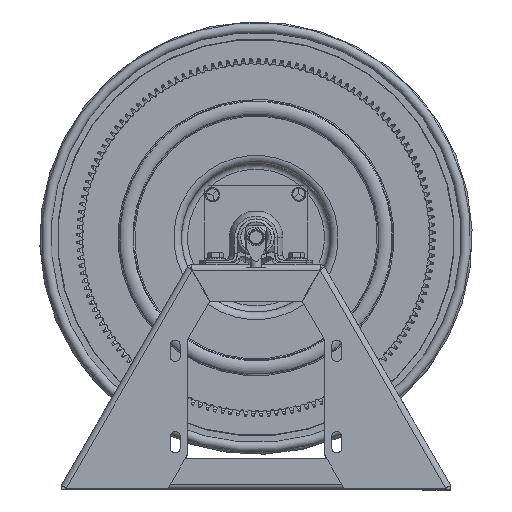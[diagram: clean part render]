
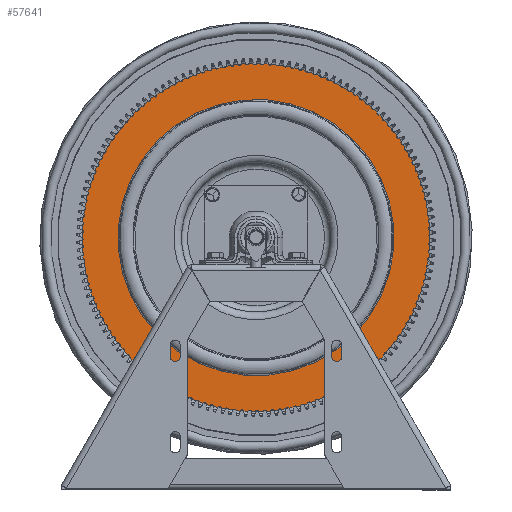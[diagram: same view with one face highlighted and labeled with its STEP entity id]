
A CAD part, top view. The second image highlights one B-rep face of the part: STEP entity #57641.
In plain terms, the highlighted planar face has unit normal (0, 0, 1).
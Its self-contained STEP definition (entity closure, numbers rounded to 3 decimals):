
#1311=FACE_BOUND('',#7803,.T.);
#3822=PLANE('',#61206);
#4918=FACE_OUTER_BOUND('',#7802,.T.);
#7802=EDGE_LOOP('',(#39967,#39968));
#7803=EDGE_LOOP('',(#39969,#39970));
#19160=CIRCLE('',#61203,5.667);
#19162=CIRCLE('',#61205,5.667);
#19163=CIRCLE('',#61207,7.159);
#19164=CIRCLE('',#61208,7.159);
#22388=VERTEX_POINT('',#87387);
#22389=VERTEX_POINT('',#87388);
#22390=VERTEX_POINT('',#87393);
#22391=VERTEX_POINT('',#87394);
#29489=EDGE_CURVE('',#22388,#22389,#19160,.T.);
#29491=EDGE_CURVE('',#22389,#22388,#19162,.T.);
#29492=EDGE_CURVE('',#22390,#22391,#19163,.T.);
#29493=EDGE_CURVE('',#22391,#22390,#19164,.T.);
#39967=ORIENTED_EDGE('',*,*,#29492,.T.);
#39968=ORIENTED_EDGE('',*,*,#29493,.T.);
#39969=ORIENTED_EDGE('',*,*,#29489,.F.);
#39970=ORIENTED_EDGE('',*,*,#29491,.F.);
#57641=ADVANCED_FACE('',(#4918,#1311),#3822,.T.);
#61203=AXIS2_PLACEMENT_3D('',#87389,#68105,#68106);
#61205=AXIS2_PLACEMENT_3D('',#87391,#68109,#68110);
#61206=AXIS2_PLACEMENT_3D('',#87392,#68111,#68112);
#61207=AXIS2_PLACEMENT_3D('',#87395,#68113,#68114);
#61208=AXIS2_PLACEMENT_3D('',#87396,#68115,#68116);
#68105=DIRECTION('center_axis',(0.,0.,
1.));
#68106=DIRECTION('ref_axis',(0.712,-0.702,0.));
#68109=DIRECTION('center_axis',(0.,0.,
1.));
#68110=DIRECTION('ref_axis',(0.712,-0.702,0.));
#68111=DIRECTION('center_axis',(0.,0.,
1.));
#68112=DIRECTION('ref_axis',(-0.702,-0.712,0.));
#68113=DIRECTION('center_axis',(0.,0.,
1.));
#68114=DIRECTION('ref_axis',(0.712,-0.702,0.));
#68115=DIRECTION('center_axis',(0.,0.,
1.));
#68116=DIRECTION('ref_axis',(0.712,-0.702,0.));
#87387=CARTESIAN_POINT('',(4.034,-2.762,14.048));
#87388=CARTESIAN_POINT('',(3.98,5.252,14.048));
#87389=CARTESIAN_POINT('Origin',(0.,1.218,14.048));
#87391=CARTESIAN_POINT('Origin',(0.,1.218,14.048));
#87392=CARTESIAN_POINT('Origin',(4.565,-3.286,14.048));
#87393=CARTESIAN_POINT('',(5.096,-3.81,14.048));
#87394=CARTESIAN_POINT('',(5.028,6.315,14.048));
#87395=CARTESIAN_POINT('Origin',(0.,1.218,14.048));
#87396=CARTESIAN_POINT('Origin',(0.,1.218,14.048));
